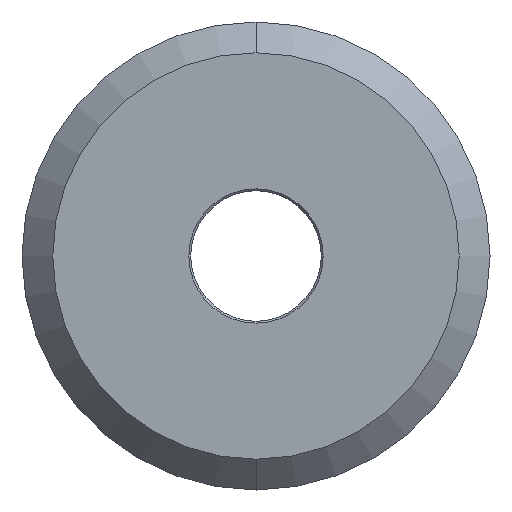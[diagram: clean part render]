
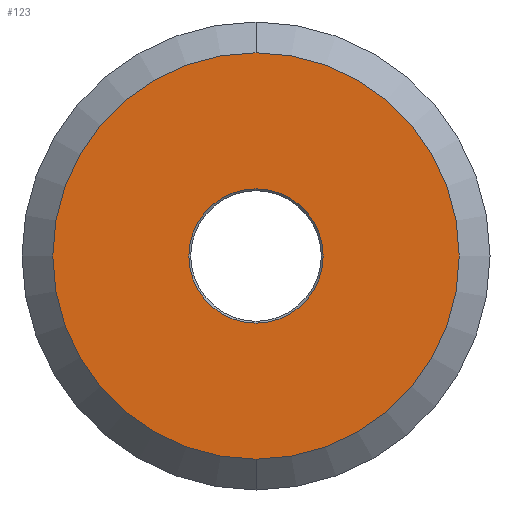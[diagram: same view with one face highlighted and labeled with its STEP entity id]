
A CAD part, front view. The second image highlights one B-rep face of the part: STEP entity #123.
In plain terms, the highlighted planar face has unit normal (0, -1, 0).
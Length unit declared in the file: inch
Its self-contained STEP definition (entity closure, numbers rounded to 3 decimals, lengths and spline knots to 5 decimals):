
#4 = AXIS2_PLACEMENT_3D ( 'NONE', #720, #86, #577 ) ;
#7 = CIRCLE ( 'NONE', #828, 0.825 ) ;
#39 = EDGE_CURVE ( 'NONE', #339, #292, #7, .T. ) ;
#50 = ORIENTED_EDGE ( 'NONE', *, *, #39, .T. ) ;
#83 = CARTESIAN_POINT ( 'NONE',  ( 0., 0., 0. ) ) ;
#86 = DIRECTION ( 'NONE',  ( 0., 1., 0. ) ) ;
#112 = CARTESIAN_POINT ( 'NONE',  ( 0., 0., -0.27258 ) ) ;
#123 = ADVANCED_FACE ( 'NONE', ( #774, #403 ), #446, .F. ) ;
#130 = CIRCLE ( 'NONE', #573, 0.27258 ) ;
#146 = EDGE_LOOP ( 'NONE', ( #701, #452 ) ) ;
#168 = CARTESIAN_POINT ( 'NONE',  ( -0.95, 0., 0. ) ) ;
#242 = EDGE_CURVE ( 'NONE', #292, #339, #443, .T. ) ;
#273 = DIRECTION ( 'NONE',  ( 0., -1., 0. ) ) ;
#292 = VERTEX_POINT ( 'NONE', #483 ) ;
#307 = AXIS2_PLACEMENT_3D ( 'NONE', #168, #739, #316 ) ;
#316 = DIRECTION ( 'NONE',  ( 0., 0., 1. ) ) ;
#339 = VERTEX_POINT ( 'NONE', #412 ) ;
#345 = DIRECTION ( 'NONE',  ( 0., 0., 1. ) ) ;
#373 = DIRECTION ( 'NONE',  ( 0., -1., 0. ) ) ;
#374 = ORIENTED_EDGE ( 'NONE', *, *, #242, .T. ) ;
#402 = CIRCLE ( 'NONE', #4, 0.27258 ) ;
#403 = FACE_BOUND ( 'NONE', #146, .T. ) ;
#412 = CARTESIAN_POINT ( 'NONE',  ( 0., 0., 0.825 ) ) ;
#420 = AXIS2_PLACEMENT_3D ( 'NONE', #921, #273, #345 ) ;
#439 = CARTESIAN_POINT ( 'NONE',  ( 0., 0., 0. ) ) ;
#443 = CIRCLE ( 'NONE', #420, 0.825 ) ;
#446 = PLANE ( 'NONE',  #307 ) ;
#452 = ORIENTED_EDGE ( 'NONE', *, *, #905, .T. ) ;
#483 = CARTESIAN_POINT ( 'NONE',  ( 0., 0., -0.825 ) ) ;
#498 = DIRECTION ( 'NONE',  ( 0., 1., 0. ) ) ;
#573 = AXIS2_PLACEMENT_3D ( 'NONE', #83, #498, #874 ) ;
#577 = DIRECTION ( 'NONE',  ( 0., 0., 1. ) ) ;
#672 = VERTEX_POINT ( 'NONE', #829 ) ;
#701 = ORIENTED_EDGE ( 'NONE', *, *, #922, .T. ) ;
#720 = CARTESIAN_POINT ( 'NONE',  ( 0., 0., 0. ) ) ;
#739 = DIRECTION ( 'NONE',  ( 0., 1., 0. ) ) ;
#748 = EDGE_LOOP ( 'NONE', ( #50, #374 ) ) ;
#769 = VERTEX_POINT ( 'NONE', #112 ) ;
#774 = FACE_OUTER_BOUND ( 'NONE', #748, .T. ) ;
#828 = AXIS2_PLACEMENT_3D ( 'NONE', #439, #373, #877 ) ;
#829 = CARTESIAN_POINT ( 'NONE',  ( 0., 0., 0.27258 ) ) ;
#874 = DIRECTION ( 'NONE',  ( 0., 0., 1. ) ) ;
#877 = DIRECTION ( 'NONE',  ( 0., 0., 1. ) ) ;
#905 = EDGE_CURVE ( 'NONE', #672, #769, #130, .T. ) ;
#921 = CARTESIAN_POINT ( 'NONE',  ( 0., 0., 0. ) ) ;
#922 = EDGE_CURVE ( 'NONE', #769, #672, #402, .T. ) ;
